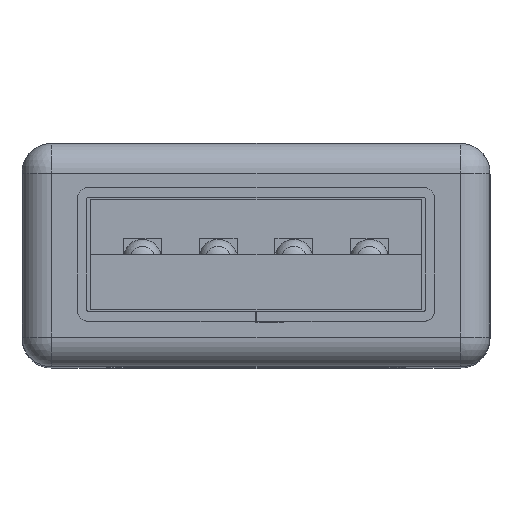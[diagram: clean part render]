
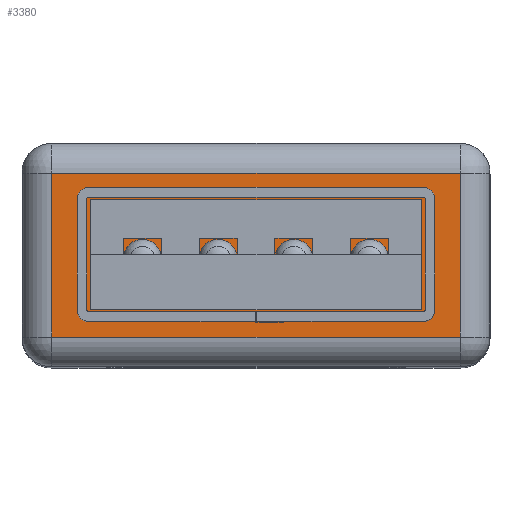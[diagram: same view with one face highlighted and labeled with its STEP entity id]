
A CAD part, top view. The second image highlights one B-rep face of the part: STEP entity #3380.
In plain terms, the highlighted face is planar.
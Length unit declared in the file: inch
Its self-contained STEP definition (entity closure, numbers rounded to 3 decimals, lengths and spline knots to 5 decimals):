
#3380 = ADVANCED_FACE ( 'NONE', ( #14515 ), #14514, .F. ) ;
#3381 = EDGE_LOOP ( 'NONE', ( #3383, #3423, #3429, #3435 ) ) ;
#3383 = ORIENTED_EDGE ( 'NONE', *, *, #3384, .T. ) ;
#3384 = EDGE_CURVE ( 'NONE', #3419, #3421, #14512, .T. ) ;
#3419 = VERTEX_POINT ( 'NONE', #14600 ) ;
#3421 = VERTEX_POINT ( 'NONE', #14627 ) ;
#3423 = ORIENTED_EDGE ( 'NONE', *, *, #3424, .T. ) ;
#3424 = EDGE_CURVE ( 'NONE', #3421, #3426, #14626, .T. ) ;
#3426 = VERTEX_POINT ( 'NONE', #14622 ) ;
#3429 = ORIENTED_EDGE ( 'NONE', *, *, #3430, .T. ) ;
#3430 = EDGE_CURVE ( 'NONE', #3426, #3432, #14615, .T. ) ;
#3432 = VERTEX_POINT ( 'NONE', #14611 ) ;
#3435 = ORIENTED_EDGE ( 'NONE', *, *, #3437, .T. ) ;
#3437 = EDGE_CURVE ( 'NONE', #3432, #3419, #14608, .T. ) ;
#14506 = DIRECTION ( 'NONE',  ( 1., 0., 0. ) ) ;
#14507 = VECTOR ( 'NONE', #14506, 39.37008 ) ;
#14508 = CARTESIAN_POINT ( 'NONE',  ( 0.30906, 0.10827, 0. ) ) ;
#14509 = DIRECTION ( 'NONE',  ( 1., 0., 0. ) ) ;
#14510 = DIRECTION ( 'NONE',  ( 0., 0., 1. ) ) ;
#14511 = AXIS2_PLACEMENT_3D ( 'NONE', #14513, #14510, #14509 ) ;
#14512 = LINE ( 'NONE', #14508, #14507 ) ;
#14513 = CARTESIAN_POINT ( 'NONE',  ( -0.30906, 0.14764, 0. ) ) ;
#14514 = PLANE ( 'NONE',  #14511 ) ;
#14515 = FACE_OUTER_BOUND ( 'NONE', #3381, .T. ) ;
#14600 = CARTESIAN_POINT ( 'NONE',  ( -0.26969, 0.10827, 0. ) ) ;
#14608 = LINE ( 'NONE', #14660, #14659 ) ;
#14611 = CARTESIAN_POINT ( 'NONE',  ( -0.26969, -0.10827, 0. ) ) ;
#14612 = DIRECTION ( 'NONE',  ( -1., 0., 0. ) ) ;
#14613 = VECTOR ( 'NONE', #14612, 39.37008 ) ;
#14614 = CARTESIAN_POINT ( 'NONE',  ( -0.30906, -0.10827, 0. ) ) ;
#14615 = LINE ( 'NONE', #14614, #14613 ) ;
#14622 = CARTESIAN_POINT ( 'NONE',  ( 0.26969, -0.10827, 0. ) ) ;
#14623 = DIRECTION ( 'NONE',  ( 0., -1., 0. ) ) ;
#14624 = VECTOR ( 'NONE', #14623, 39.37008 ) ;
#14625 = CARTESIAN_POINT ( 'NONE',  ( 0.26969, 0.14764, 0. ) ) ;
#14626 = LINE ( 'NONE', #14625, #14624 ) ;
#14627 = CARTESIAN_POINT ( 'NONE',  ( 0.26969, 0.10827, 0. ) ) ;
#14658 = DIRECTION ( 'NONE',  ( 0., 1., 0. ) ) ;
#14659 = VECTOR ( 'NONE', #14658, 39.37008 ) ;
#14660 = CARTESIAN_POINT ( 'NONE',  ( -0.26969, 0.14764, 0. ) ) ;
